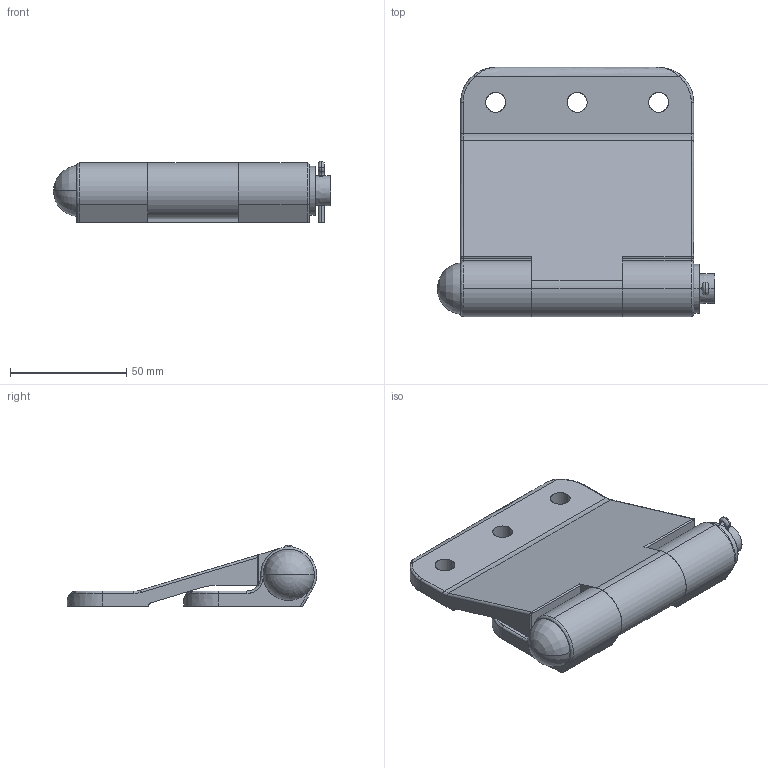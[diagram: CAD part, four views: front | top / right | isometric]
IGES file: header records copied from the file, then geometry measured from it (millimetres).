
Start section: SolidWorks IGES file using analytic representation for surfaces
Global section: file name: B-858N-4R.IGS,15; native system: HSolidWorks 2014; preprocessor: SolidWorks 2014; author: 1337yo; date: 190115.152211; units: millimetre
Bounding box: 119 x 107 x 26.51 mm (x, y, z)
Surface area: 46839.1 mm2 (no closed solid volume)
Topology: 0 solids, 0 shells, 139 faces, 2038 edges, 2035 vertices
Faces by surface type: revolution 78, bspline 61
